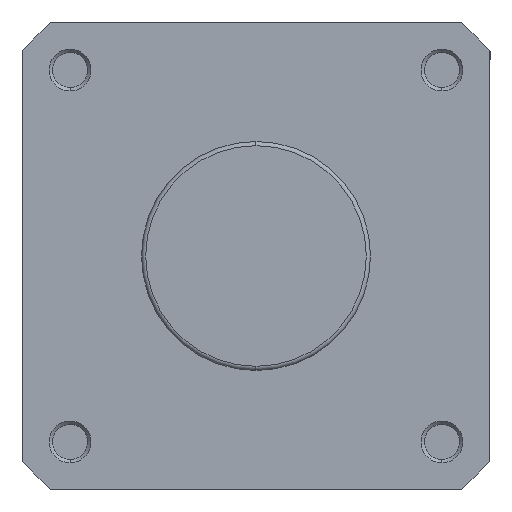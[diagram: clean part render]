
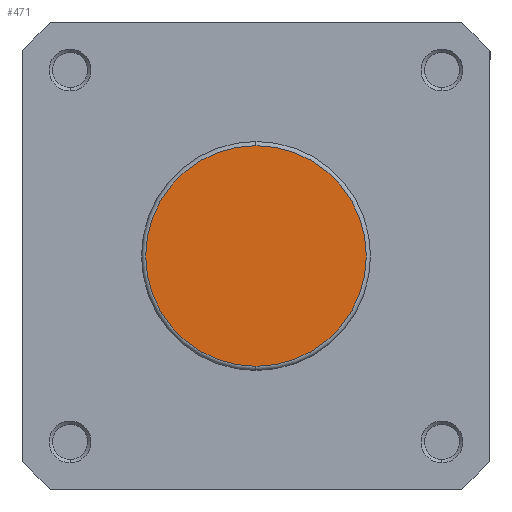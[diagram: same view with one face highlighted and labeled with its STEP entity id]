
A CAD part, left-side view. The second image highlights one B-rep face of the part: STEP entity #471.
In plain terms, the highlighted planar face has unit normal (-1, 0, 0).
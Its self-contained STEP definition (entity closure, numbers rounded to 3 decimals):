
#86 = DIRECTION ( 'NONE',  ( 0., 0., -1. ) ) ;
#177 = DIRECTION ( 'NONE',  ( 1., 0., 0. ) ) ;
#208 = CARTESIAN_POINT ( 'NONE',  ( 0., 27.4, 0. ) ) ;
#278 = PLANE ( 'NONE',  #1539 ) ;
#471 = ADVANCED_FACE ( 'NONE', ( #3536 ), #278, .F. ) ;
#519 = EDGE_LOOP ( 'NONE', ( #738, #750 ) ) ;
#738 = ORIENTED_EDGE ( 'NONE', *, *, #1112, .T. ) ;
#750 = ORIENTED_EDGE ( 'NONE', *, *, #1167, .T. ) ;
#1033 = DIRECTION ( 'NONE',  ( 0., 0., -1. ) ) ;
#1043 = DIRECTION ( 'NONE',  ( -1., 0., 0. ) ) ;
#1055 = CARTESIAN_POINT ( 'NONE',  ( 0., 0., 0. ) ) ;
#1112 = EDGE_CURVE ( 'NONE', #3174, #3468, #3628, .T. ) ;
#1167 = EDGE_CURVE ( 'NONE', #3468, #3174, #3710, .T. ) ;
#1539 = AXIS2_PLACEMENT_3D ( 'NONE', #208, #177, #86 ) ;
#1563 = AXIS2_PLACEMENT_3D ( 'NONE', #1055, #1043, #1033 ) ;
#1600 = AXIS2_PLACEMENT_3D ( 'NONE', #4439, #4455, #4456 ) ;
#2081 = CARTESIAN_POINT ( 'NONE',  ( 0., 0., -26.4 ) ) ;
#2326 = CARTESIAN_POINT ( 'NONE',  ( 0., 0., 26.4 ) ) ;
#3174 = VERTEX_POINT ( 'NONE', #2081 ) ;
#3468 = VERTEX_POINT ( 'NONE', #2326 ) ;
#3536 = FACE_OUTER_BOUND ( 'NONE', #519, .T. ) ;
#3628 = CIRCLE ( 'NONE', #1563, 26.4 ) ;
#3710 = CIRCLE ( 'NONE', #1600, 26.4 ) ;
#4439 = CARTESIAN_POINT ( 'NONE',  ( 0., 0., 0. ) ) ;
#4455 = DIRECTION ( 'NONE',  ( -1., 0., 0. ) ) ;
#4456 = DIRECTION ( 'NONE',  ( 0., 0., -1. ) ) ;
